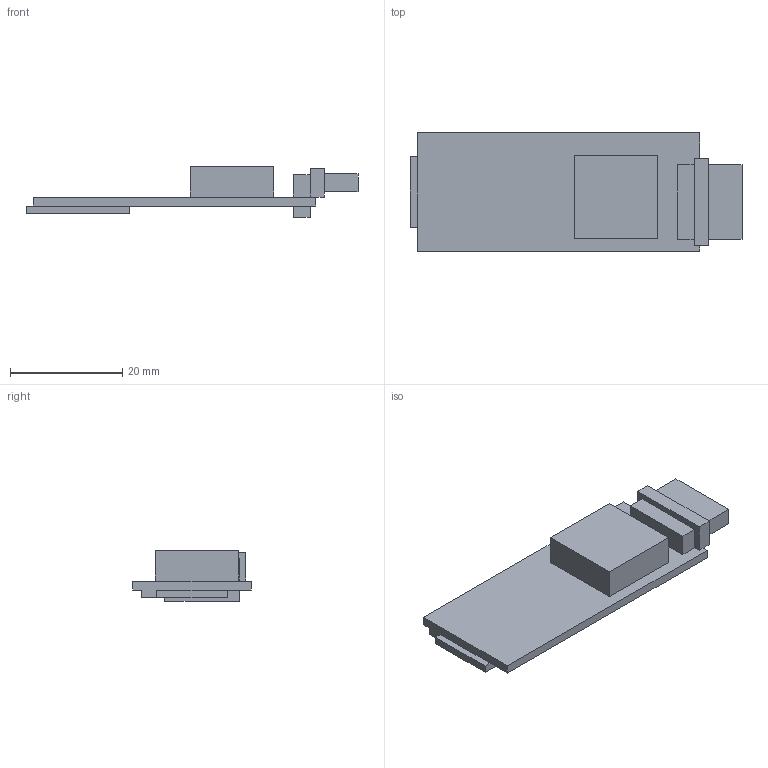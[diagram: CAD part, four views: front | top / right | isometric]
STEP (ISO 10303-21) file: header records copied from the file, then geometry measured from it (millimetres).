
FILE_DESCRIPTION(/* description */ ('Unknown'),/* implementation_level */ '2;1');
FILE_NAME(/* name */ 'PCB',/* time_stamp */ '2018-08-15T16:59:20+02:00',/* author */ ('Unknown'),/* organization */ ('Unknown'),/* preprocessor_version */ 'ST-DEVELOPER v16.7',/* originating_system */ 'DEX',/* authorisation */ $);
FILE_SCHEMA (('AUTOMOTIVE_DESIGN {1 0 10303 214 3 1 1}'));
Length unit declared in the file: millimetre
Products named in the file (1): PCB
Bounding box: 59.05 x 21.1 x 9 mm (x, y, z)
Volume: 3957.5 mm3; surface area: 3310.8 mm2
Topology: 1 solids, 1 shells, 38 faces, 96 edges, 63 vertices
Faces by surface type: plane 38
Entity records: 1146 total; most frequent: CARTESIAN_POINT 198, ORIENTED_EDGE 192, DIRECTION 174, EDGE_CURVE 96, LINE 96, VECTOR 96, VERTEX_POINT 63, EDGE_LOOP 41
